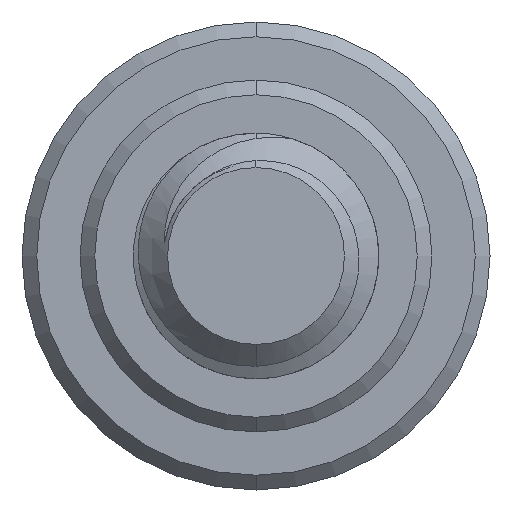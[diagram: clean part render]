
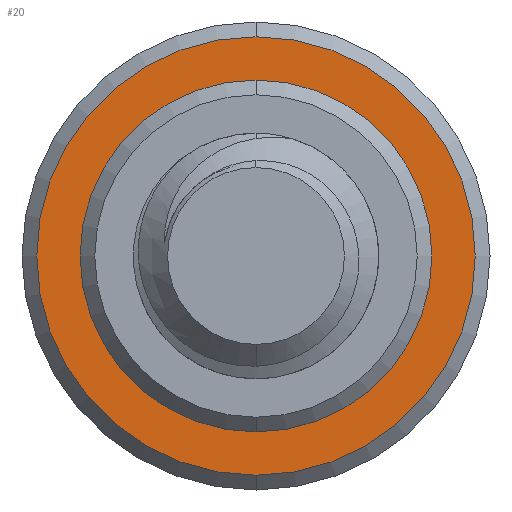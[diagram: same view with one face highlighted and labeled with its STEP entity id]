
A CAD part, front view. The second image highlights one B-rep face of the part: STEP entity #20.
In plain terms, the highlighted planar face has unit normal (0, -1, 0).
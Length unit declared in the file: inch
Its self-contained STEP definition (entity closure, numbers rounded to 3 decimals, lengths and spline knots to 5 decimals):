
#20 = ADVANCED_FACE ( 'NONE', ( #1431, #2262 ), #1458, .F. ) ;
#110 = AXIS2_PLACEMENT_3D ( 'NONE', #384, #181, #1846 ) ;
#181 = DIRECTION ( 'NONE',  ( 0., 1., 0. ) ) ;
#384 = CARTESIAN_POINT ( 'NONE',  ( 0.15625, 0.17249, 0. ) ) ;
#441 = ORIENTED_EDGE ( 'NONE', *, *, #1265, .T. ) ;
#501 = DIRECTION ( 'NONE',  ( 0., 0., 1. ) ) ;
#611 = AXIS2_PLACEMENT_3D ( 'NONE', #1981, #935, #730 ) ;
#691 = DIRECTION ( 'NONE',  ( 0., 1., 0. ) ) ;
#721 = CARTESIAN_POINT ( 'NONE',  ( 0., 0.17249, 0. ) ) ;
#730 = DIRECTION ( 'NONE',  ( 0., 0., 1. ) ) ;
#745 = CIRCLE ( 'NONE', #1448, 0.1075 ) ;
#843 = ORIENTED_EDGE ( 'NONE', *, *, #2294, .T. ) ;
#881 = CIRCLE ( 'NONE', #1223, 0.14641 ) ;
#923 = VERTEX_POINT ( 'NONE', #1963 ) ;
#935 = DIRECTION ( 'NONE',  ( 0., 1., 0. ) ) ;
#1223 = AXIS2_PLACEMENT_3D ( 'NONE', #2506, #1289, #1466 ) ;
#1226 = CARTESIAN_POINT ( 'NONE',  ( 0., 0.17249, -0.1075 ) ) ;
#1229 = EDGE_CURVE ( 'NONE', #2600, #1523, #745, .T. ) ;
#1265 = EDGE_CURVE ( 'NONE', #1523, #2600, #1364, .T. ) ;
#1289 = DIRECTION ( 'NONE',  ( 0., -1., 0. ) ) ;
#1325 = DIRECTION ( 'NONE',  ( 0., -1., 0. ) ) ;
#1355 = ORIENTED_EDGE ( 'NONE', *, *, #1229, .T. ) ;
#1364 = CIRCLE ( 'NONE', #611, 0.1075 ) ;
#1431 = FACE_OUTER_BOUND ( 'NONE', #1898, .T. ) ;
#1448 = AXIS2_PLACEMENT_3D ( 'NONE', #721, #691, #501 ) ;
#1458 = PLANE ( 'NONE',  #110 ) ;
#1466 = DIRECTION ( 'NONE',  ( 0., 0., 1. ) ) ;
#1523 = VERTEX_POINT ( 'NONE', #1226 ) ;
#1673 = DIRECTION ( 'NONE',  ( 0., 0., 1. ) ) ;
#1677 = VERTEX_POINT ( 'NONE', #2552 ) ;
#1788 = ORIENTED_EDGE ( 'NONE', *, *, #2182, .T. ) ;
#1846 = DIRECTION ( 'NONE',  ( 0., 0., 1. ) ) ;
#1896 = EDGE_LOOP ( 'NONE', ( #1355, #441 ) ) ;
#1898 = EDGE_LOOP ( 'NONE', ( #1788, #843 ) ) ;
#1963 = CARTESIAN_POINT ( 'NONE',  ( 0., 0.17249, 0.14641 ) ) ;
#1981 = CARTESIAN_POINT ( 'NONE',  ( 0., 0.17249, 0. ) ) ;
#2182 = EDGE_CURVE ( 'NONE', #923, #1677, #2360, .T. ) ;
#2262 = FACE_BOUND ( 'NONE', #1896, .T. ) ;
#2294 = EDGE_CURVE ( 'NONE', #1677, #923, #881, .T. ) ;
#2360 = CIRCLE ( 'NONE', #2703, 0.14641 ) ;
#2506 = CARTESIAN_POINT ( 'NONE',  ( 0., 0.17249, 0. ) ) ;
#2538 = CARTESIAN_POINT ( 'NONE',  ( 0., 0.17249, 0. ) ) ;
#2552 = CARTESIAN_POINT ( 'NONE',  ( 0., 0.17249, -0.14641 ) ) ;
#2593 = CARTESIAN_POINT ( 'NONE',  ( 0., 0.17249, 0.1075 ) ) ;
#2600 = VERTEX_POINT ( 'NONE', #2593 ) ;
#2703 = AXIS2_PLACEMENT_3D ( 'NONE', #2538, #1325, #1673 ) ;
